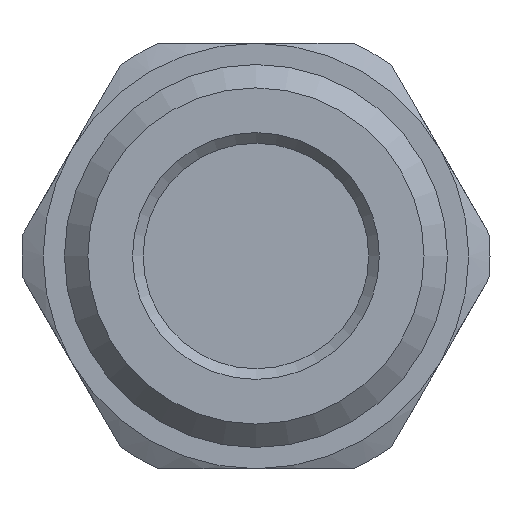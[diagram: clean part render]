
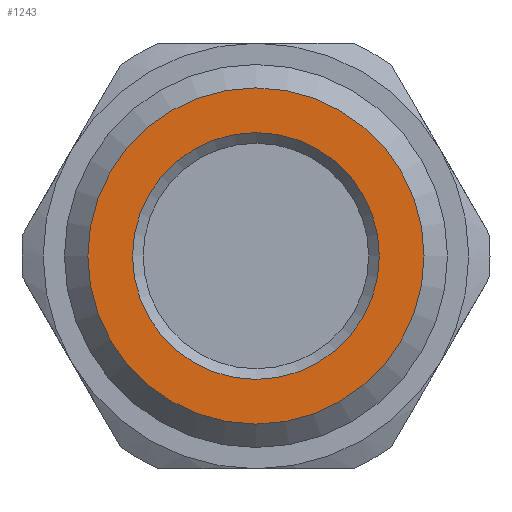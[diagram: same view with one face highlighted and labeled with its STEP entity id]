
A CAD part, front view. The second image highlights one B-rep face of the part: STEP entity #1243.
In plain terms, the highlighted planar face has unit normal (0, -1, 0).
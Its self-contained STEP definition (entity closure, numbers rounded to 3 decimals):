
#101=FACE_BOUND('',#234,.T.);
#154=FACE_OUTER_BOUND('',#233,.T.);
#233=EDGE_LOOP('',(#996));
#234=EDGE_LOOP('',(#997));
#321=CIRCLE('',#1400,7.9);
#322=CIRCLE('',#1402,5.8);
#546=VERTEX_POINT('',#2126);
#547=VERTEX_POINT('',#2130);
#701=EDGE_CURVE('',#546,#546,#321,.T.);
#702=EDGE_CURVE('',#547,#547,#322,.T.);
#996=ORIENTED_EDGE('',*,*,#701,.F.);
#997=ORIENTED_EDGE('',*,*,#702,.F.);
#1112=PLANE('',#1401);
#1243=ADVANCED_FACE('',(#154,#101),#1112,.T.);
#1400=AXIS2_PLACEMENT_3D('',#2128,#1715,#1716);
#1401=AXIS2_PLACEMENT_3D('',#2129,#1717,#1718);
#1402=AXIS2_PLACEMENT_3D('',#2131,#1719,#1720);
#1715=DIRECTION('center_axis',(0.,1.,0.));
#1716=DIRECTION('ref_axis',(1.,0.,0.));
#1717=DIRECTION('center_axis',(0.,-1.,0.));
#1718=DIRECTION('ref_axis',(0.,0.,-1.));
#1719=DIRECTION('center_axis',(0.,-1.,0.));
#1720=DIRECTION('ref_axis',(1.,0.,0.));
#2126=CARTESIAN_POINT('',(-7.,-10.416,0.));
#2128=CARTESIAN_POINT('Origin',(0.9,-10.416,0.));
#2129=CARTESIAN_POINT('Origin',(-6.25,-10.416,0.));
#2130=CARTESIAN_POINT('',(-4.9,-10.416,0.));
#2131=CARTESIAN_POINT('Origin',(0.9,-10.416,0.));
